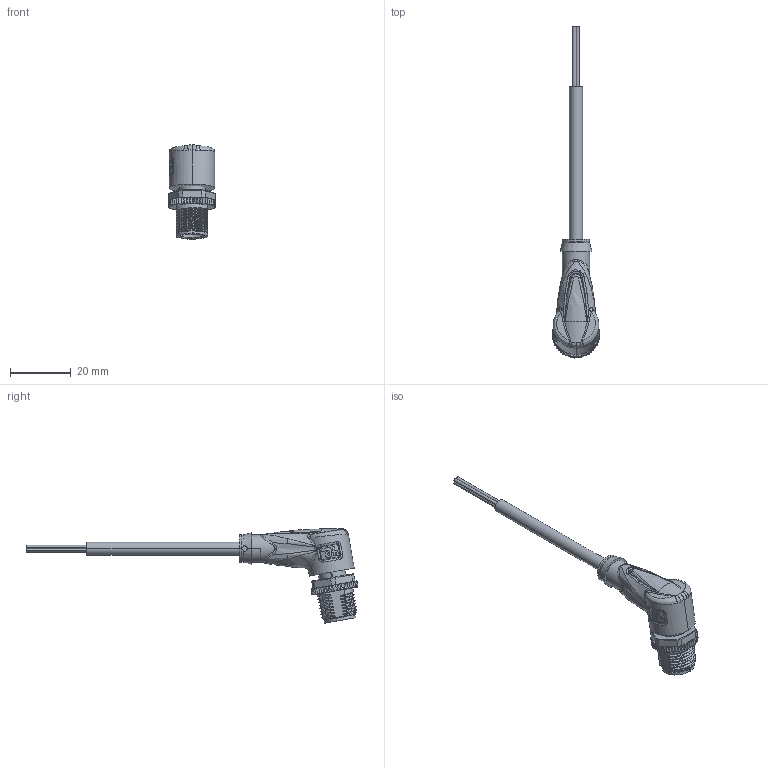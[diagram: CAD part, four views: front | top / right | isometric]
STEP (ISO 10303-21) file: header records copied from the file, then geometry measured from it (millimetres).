
FILE_DESCRIPTION(('STEP AP214'),'1');
FILE_NAME('cctmp_29FC0B8D-622E-47CD-AE20-1FD2A5BF5A46_2022_04_27_10_35_12_0968..stp','2022-04-27T08:35:18',('KiM GmbH'),('CADClick - www.CADClick.com'),'Spatial InterOp 3D postprocessed',' ','unknown authorization');
FILE_SCHEMA(('AUTOMOTIVE_DESIGN'));
Length unit declared in the file: millimetre
Products named in the file (7): T195586_1; Connection2; Cable; Connection1; Connection1_2; Connection1_1; T195586
Assembly tree (6 placements, depth 4):
  T195586
    T195586_1
      Connection2
      Cable
      Connection1
        Connection1_2
        Connection1_1
Bounding box: 15.4 x 108.98 x 30.94 mm (x, y, z)
Volume: 6621.8 mm3; surface area: 5408.6 mm2
Topology: 8 solids, 10 shells, 1179 faces, 3084 edges, 1953 vertices
Faces by surface type: plane 493, cylinder 288, bspline 177, torus 142, cone 67, sphere 8, extrusion 4
Entity records: 54690 total; most frequent: CARTESIAN_POINT 23459, ORIENTED_EDGE 6146, DIRECTION 5188, EDGE_CURVE 3073, VERTEX_POINT 1953, AXIS2_PLACEMENT_3D 1840, VECTOR 1508, LINE 1504
